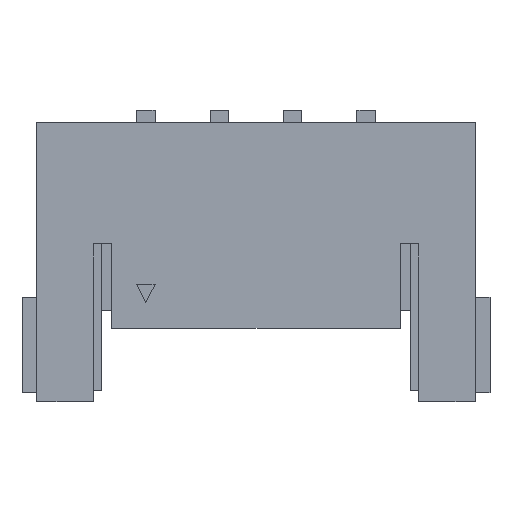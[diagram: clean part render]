
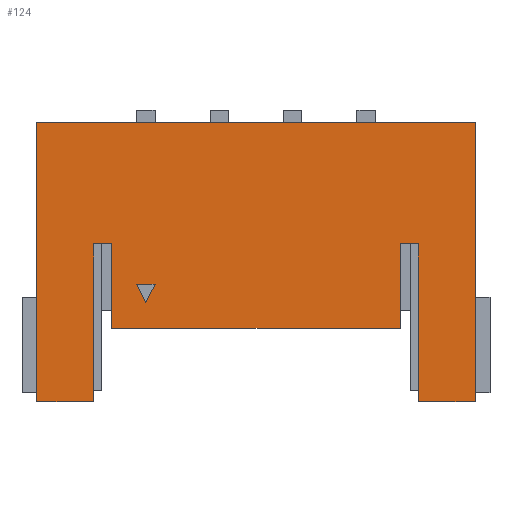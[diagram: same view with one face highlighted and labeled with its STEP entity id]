
A CAD part, top view. The second image highlights one B-rep face of the part: STEP entity #124.
In plain terms, the highlighted planar face has unit normal (0, 0, 1).
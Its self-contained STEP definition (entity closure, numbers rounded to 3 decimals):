
#92=FACE_BOUND('',#638,.T.);
#93=FACE_BOUND('',#639,.T.);
#124=ADVANCED_FACE('',(#92,#93),#302,.T.);
#302=PLANE('',#3804);
#638=EDGE_LOOP('',(#1058,#1059,#1060));
#639=EDGE_LOOP('',(#1061,#1062,#1063,#1064,#1065,#1066,#1067,#1068,#1069,
#1070,#1071,#1072));
#1058=ORIENTED_EDGE('',*,*,#2442,.F.);
#1059=ORIENTED_EDGE('',*,*,#2443,.F.);
#1060=ORIENTED_EDGE('',*,*,#2444,.F.);
#1061=ORIENTED_EDGE('',*,*,#2445,.F.);
#1062=ORIENTED_EDGE('',*,*,#2446,.F.);
#1063=ORIENTED_EDGE('',*,*,#2447,.F.);
#1064=ORIENTED_EDGE('',*,*,#2448,.F.);
#1065=ORIENTED_EDGE('',*,*,#2449,.F.);
#1066=ORIENTED_EDGE('',*,*,#2450,.F.);
#1067=ORIENTED_EDGE('',*,*,#2451,.F.);
#1068=ORIENTED_EDGE('',*,*,#2422,.F.);
#1069=ORIENTED_EDGE('',*,*,#2419,.F.);
#1070=ORIENTED_EDGE('',*,*,#2355,.T.);
#1071=ORIENTED_EDGE('',*,*,#2416,.T.);
#1072=ORIENTED_EDGE('',*,*,#2426,.F.);
#1989=VERTEX_POINT('',#5183);
#1990=VERTEX_POINT('',#5185);
#2028=VERTEX_POINT('',#5295);
#2030=VERTEX_POINT('',#5300);
#2033=VERTEX_POINT('',#5309);
#2035=VERTEX_POINT('',#5315);
#2046=VERTEX_POINT('',#5347);
#2047=VERTEX_POINT('',#5348);
#2048=VERTEX_POINT('',#5350);
#2049=VERTEX_POINT('',#5353);
#2050=VERTEX_POINT('',#5355);
#2051=VERTEX_POINT('',#5357);
#2052=VERTEX_POINT('',#5359);
#2053=VERTEX_POINT('',#5361);
#2054=VERTEX_POINT('',#5363);
#2355=EDGE_CURVE('',#1990,#1989,#2896,.T.);
#2416=EDGE_CURVE('',#1989,#2028,#2957,.T.);
#2419=EDGE_CURVE('',#1990,#2030,#2960,.T.);
#2422=EDGE_CURVE('',#2030,#2033,#2963,.T.);
#2426=EDGE_CURVE('',#2035,#2028,#2967,.T.);
#2442=EDGE_CURVE('',#2046,#2047,#2983,.T.);
#2443=EDGE_CURVE('',#2048,#2046,#2984,.T.);
#2444=EDGE_CURVE('',#2047,#2048,#2985,.T.);
#2445=EDGE_CURVE('',#2049,#2035,#2986,.T.);
#2446=EDGE_CURVE('',#2050,#2049,#2987,.T.);
#2447=EDGE_CURVE('',#2051,#2050,#2988,.T.);
#2448=EDGE_CURVE('',#2052,#2051,#2989,.T.);
#2449=EDGE_CURVE('',#2053,#2052,#2990,.T.);
#2450=EDGE_CURVE('',#2054,#2053,#2991,.T.);
#2451=EDGE_CURVE('',#2033,#2054,#2992,.T.);
#2896=LINE('',#5184,#3399);
#2957=LINE('',#5296,#3460);
#2960=LINE('',#5302,#3463);
#2963=LINE('',#5308,#3466);
#2967=LINE('',#5316,#3470);
#2983=LINE('',#5346,#3486);
#2984=LINE('',#5349,#3487);
#2985=LINE('',#5351,#3488);
#2986=LINE('',#5352,#3489);
#2987=LINE('',#5354,#3490);
#2988=LINE('',#5356,#3491);
#2989=LINE('',#5358,#3492);
#2990=LINE('',#5360,#3493);
#2991=LINE('',#5362,#3494);
#2992=LINE('',#5364,#3495);
#3399=VECTOR('',#4139,1.);
#3460=VECTOR('',#4224,1.);
#3463=VECTOR('',#4229,1.);
#3466=VECTOR('',#4234,1.);
#3470=VECTOR('',#4240,1.);
#3486=VECTOR('',#4264,1.);
#3487=VECTOR('',#4265,1.);
#3488=VECTOR('',#4266,1.);
#3489=VECTOR('',#4267,1.);
#3490=VECTOR('',#4268,1.);
#3491=VECTOR('',#4269,1.);
#3492=VECTOR('',#4270,1.);
#3493=VECTOR('',#4271,1.);
#3494=VECTOR('',#4272,1.);
#3495=VECTOR('',#4273,1.);
#3804=AXIS2_PLACEMENT_3D('',#5365,#4274,#4275);
#4139=DIRECTION('',(-1.,0.,0.));
#4224=DIRECTION('',(0.,-1.,0.));
#4229=DIRECTION('',(0.,-1.,0.));
#4234=DIRECTION('',(-1.,0.,0.));
#4240=DIRECTION('',(-1.,0.,0.));
#4264=DIRECTION('',(0.447,-0.894,0.));
#4265=DIRECTION('',(-1.,0.,0.));
#4266=DIRECTION('',(0.447,0.894,0.));
#4267=DIRECTION('',(0.,-1.,0.));
#4268=DIRECTION('',(-1.,0.,0.));
#4269=DIRECTION('',(0.,1.,0.));
#4270=DIRECTION('',(-1.,0.,0.));
#4271=DIRECTION('',(0.,-1.,0.));
#4272=DIRECTION('',(-1.,0.,0.));
#4273=DIRECTION('',(0.,1.,0.));
#4274=DIRECTION('',(0.,0.,1.));
#4275=DIRECTION('',(1.,0.,0.));
#5183=CARTESIAN_POINT('',(-8.975,11.35,2.54));
#5184=CARTESIAN_POINT('',(2.975,11.35,2.54));
#5185=CARTESIAN_POINT('',(2.975,11.35,2.54));
#5295=CARTESIAN_POINT('',(-8.975,3.75,2.54));
#5296=CARTESIAN_POINT('',(-8.975,11.35,2.54));
#5300=CARTESIAN_POINT('',(2.975,3.75,2.54));
#5302=CARTESIAN_POINT('',(2.975,11.35,2.54));
#5308=CARTESIAN_POINT('',(2.975,3.75,2.54));
#5309=CARTESIAN_POINT('',(1.425,3.75,2.54));
#5315=CARTESIAN_POINT('',(-7.425,3.75,2.54));
#5316=CARTESIAN_POINT('',(2.975,3.75,2.54));
#5346=CARTESIAN_POINT('',(-6.25,6.95,2.54));
#5347=CARTESIAN_POINT('',(-6.25,6.95,2.54));
#5348=CARTESIAN_POINT('',(-6.,6.45,2.54));
#5349=CARTESIAN_POINT('',(-5.75,6.95,2.54));
#5350=CARTESIAN_POINT('',(-5.75,6.95,2.54));
#5351=CARTESIAN_POINT('',(-6.,6.45,2.54));
#5352=CARTESIAN_POINT('',(-7.425,8.05,2.54));
#5353=CARTESIAN_POINT('',(-7.425,8.05,2.54));
#5354=CARTESIAN_POINT('',(-6.925,8.05,2.54));
#5355=CARTESIAN_POINT('',(-6.925,8.05,2.54));
#5356=CARTESIAN_POINT('',(-6.925,5.75,2.54));
#5357=CARTESIAN_POINT('',(-6.925,5.75,2.54));
#5358=CARTESIAN_POINT('',(0.925,5.75,2.54));
#5359=CARTESIAN_POINT('',(0.925,5.75,2.54));
#5360=CARTESIAN_POINT('',(0.925,8.05,2.54));
#5361=CARTESIAN_POINT('',(0.925,8.05,2.54));
#5362=CARTESIAN_POINT('',(1.425,8.05,2.54));
#5363=CARTESIAN_POINT('',(1.425,8.05,2.54));
#5364=CARTESIAN_POINT('',(1.425,3.75,2.54));
#5365=CARTESIAN_POINT('',(2.975,11.35,2.54));
